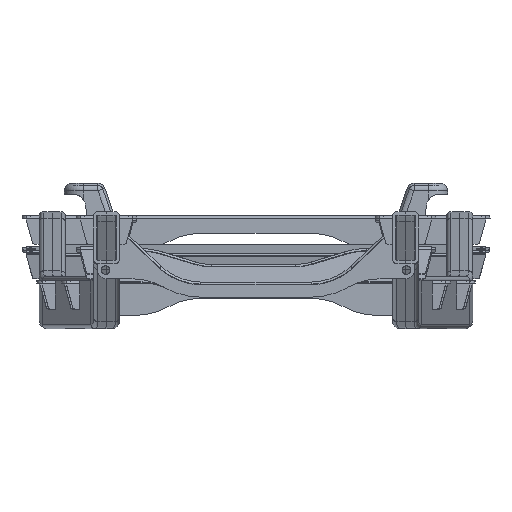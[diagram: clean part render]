
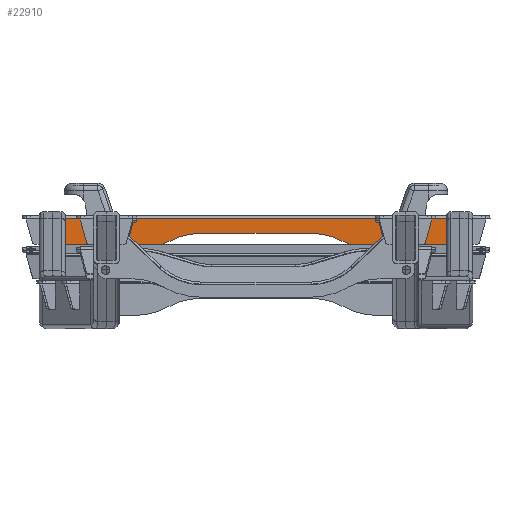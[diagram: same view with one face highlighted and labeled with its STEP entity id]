
A CAD part, front view. The second image highlights one B-rep face of the part: STEP entity #22910.
In plain terms, the highlighted planar face has unit normal (0, -1, 0).
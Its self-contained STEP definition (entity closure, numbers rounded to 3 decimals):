
#1493=LINE('',#34108,#3609);
#1506=LINE('',#34145,#3622);
#1508=LINE('',#34151,#3624);
#1511=LINE('',#34157,#3627);
#1512=LINE('',#34162,#3628);
#1513=LINE('',#34168,#3629);
#3609=VECTOR('',#27452,1000.);
#3622=VECTOR('',#27477,1000.);
#3624=VECTOR('',#27483,1000.);
#3627=VECTOR('',#27488,1000.);
#3628=VECTOR('',#27493,1000.);
#3629=VECTOR('',#27498,1000.);
#6306=ORIENTED_EDGE('',*,*,#12918,.T.);
#6307=ORIENTED_EDGE('',*,*,#12912,.T.);
#6308=ORIENTED_EDGE('',*,*,#12915,.F.);
#6309=ORIENTED_EDGE('',*,*,#12919,.T.);
#6310=ORIENTED_EDGE('',*,*,#12920,.T.);
#6311=ORIENTED_EDGE('',*,*,#12921,.F.);
#6312=ORIENTED_EDGE('',*,*,#12922,.T.);
#6313=ORIENTED_EDGE('',*,*,#12923,.T.);
#6314=ORIENTED_EDGE('',*,*,#12924,.F.);
#6315=ORIENTED_EDGE('',*,*,#12894,.T.);
#12894=EDGE_CURVE('',#16262,#16261,#1493,.T.);
#12912=EDGE_CURVE('',#16280,#16279,#1506,.T.);
#12915=EDGE_CURVE('',#16282,#16279,#1508,.T.);
#12918=EDGE_CURVE('',#16261,#16280,#1511,.T.);
#12919=EDGE_CURVE('',#16282,#16284,#18293,.F.);
#12920=EDGE_CURVE('',#16284,#16285,#18294,.T.);
#12921=EDGE_CURVE('',#16286,#16285,#1512,.T.);
#12922=EDGE_CURVE('',#16286,#16287,#18295,.T.);
#12923=EDGE_CURVE('',#16287,#16288,#18296,.F.);
#12924=EDGE_CURVE('',#16262,#16288,#1513,.T.);
#16261=VERTEX_POINT('',#34107);
#16262=VERTEX_POINT('',#34109);
#16279=VERTEX_POINT('',#34144);
#16280=VERTEX_POINT('',#34146);
#16282=VERTEX_POINT('',#34152);
#16284=VERTEX_POINT('',#34159);
#16285=VERTEX_POINT('',#34161);
#16286=VERTEX_POINT('',#34163);
#16287=VERTEX_POINT('',#34165);
#16288=VERTEX_POINT('',#34167);
#18293=CIRCLE('',#24629,175.);
#18294=CIRCLE('',#24630,160.);
#18295=CIRCLE('',#24631,160.);
#18296=CIRCLE('',#24632,175.);
#19320=EDGE_LOOP('',(#6306,#6307,#6308,#6309,#6310,#6311,#6312,#6313,#6314,
#6315));
#20792=FACE_BOUND('',#19320,.T.);
#22180=PLANE('',#24628);
#22910=ADVANCED_FACE('',(#20792),#22180,.F.);
#24628=AXIS2_PLACEMENT_3D('',#34156,#27486,#27487);
#24629=AXIS2_PLACEMENT_3D('',#34158,#27489,#27490);
#24630=AXIS2_PLACEMENT_3D('',#34160,#27491,#27492);
#24631=AXIS2_PLACEMENT_3D('',#34164,#27494,#27495);
#24632=AXIS2_PLACEMENT_3D('',#34166,#27496,#27497);
#27452=DIRECTION('',(-0.001,0.,1.));
#27477=DIRECTION('',(-0.001,0.,-1.));
#27483=DIRECTION('',(-1.,0.,0.));
#27486=DIRECTION('',(0.,1.,0.));
#27487=DIRECTION('',(0.,0.,-1.));
#27488=DIRECTION('',(-1.,0.,0.));
#27489=DIRECTION('',(0.,1.,0.));
#27490=DIRECTION('',(0.,0.,-1.));
#27491=DIRECTION('',(0.,1.,0.));
#27492=DIRECTION('',(0.,0.,-1.));
#27493=DIRECTION('',(-1.,0.,0.));
#27494=DIRECTION('',(0.,1.,0.));
#27495=DIRECTION('',(0.,0.,-1.));
#27496=DIRECTION('',(0.,1.,0.));
#27497=DIRECTION('',(0.,0.,-1.));
#27498=DIRECTION('',(-1.,0.,0.));
#34107=CARTESIAN_POINT('',(439.959,4272.047,43.722));
#34108=CARTESIAN_POINT('',(439.959,4272.047,43.666));
#34109=CARTESIAN_POINT('',(440.028,4272.047,-30.028));
#34144=CARTESIAN_POINT('',(-440.028,4272.047,-30.028));
#34145=CARTESIAN_POINT('',(-439.959,4272.047,44.596));
#34146=CARTESIAN_POINT('',(-439.959,4272.047,43.722));
#34151=CARTESIAN_POINT('',(0.,4272.047,-30.028));
#34152=CARTESIAN_POINT('',(-283.745,4272.047,-30.028));
#34156=CARTESIAN_POINT('',(500.,4272.047,43.722));
#34157=CARTESIAN_POINT('',(0.,4272.047,43.722));
#34158=CARTESIAN_POINT('',(-283.745,4272.047,144.972));
#34159=CARTESIAN_POINT('',(-200.819,4272.047,-9.132));
#34160=CARTESIAN_POINT('',(-125.,4272.047,-150.028));
#34161=CARTESIAN_POINT('',(-125.,4272.047,9.972));
#34162=CARTESIAN_POINT('',(500.,4272.047,9.972));
#34163=CARTESIAN_POINT('',(125.,4272.047,9.972));
#34164=CARTESIAN_POINT('',(125.,4272.047,-150.028));
#34165=CARTESIAN_POINT('',(200.819,4272.047,-9.132));
#34166=CARTESIAN_POINT('',(283.745,4272.047,144.972));
#34167=CARTESIAN_POINT('',(283.745,4272.047,-30.028));
#34168=CARTESIAN_POINT('',(0.,4272.047,-30.028));
